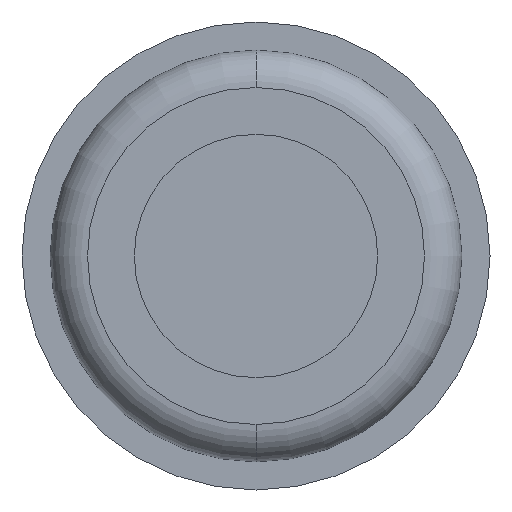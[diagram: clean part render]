
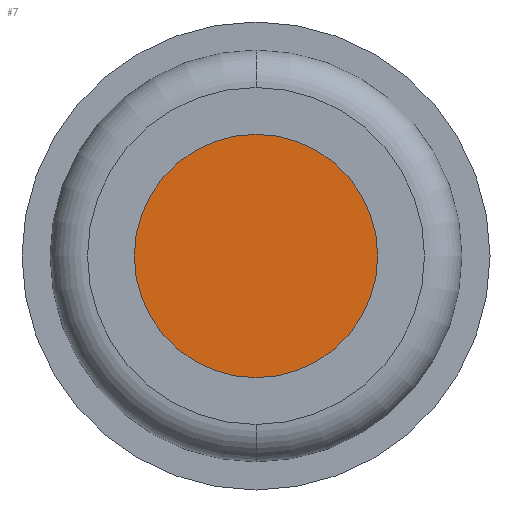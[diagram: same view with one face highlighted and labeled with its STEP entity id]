
A CAD part, front view. The second image highlights one B-rep face of the part: STEP entity #7.
In plain terms, the highlighted planar face has unit normal (0, -1, 0).
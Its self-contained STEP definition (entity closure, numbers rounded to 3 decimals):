
#7 = ADVANCED_FACE ( 'NONE', ( #410 ), #85, .F. ) ;
#45 = EDGE_CURVE ( 'NONE', #81, #82, #178, .T. ) ;
#59 = EDGE_LOOP ( 'NONE', ( #164, #165 ) ) ;
#81 = VERTEX_POINT ( 'NONE', #314 ) ;
#82 = VERTEX_POINT ( 'NONE', #318 ) ;
#85 = PLANE ( 'NONE',  #414 ) ;
#86 = CARTESIAN_POINT ( 'NONE',  ( 6.5, 7.3, 0. ) ) ;
#87 = DIRECTION ( 'NONE',  ( 0., 1., 0. ) ) ;
#88 = DIRECTION ( 'NONE',  ( 0., 0., 1. ) ) ;
#164 = ORIENTED_EDGE ( 'NONE', *, *, #451, .F. ) ;
#165 = ORIENTED_EDGE ( 'NONE', *, *, #45, .F. ) ;
#178 = CIRCLE ( 'NONE', #665, 6.5 ) ;
#308 = CARTESIAN_POINT ( 'NONE',  ( 0., 7.3, 0. ) ) ;
#309 = DIRECTION ( 'NONE',  ( 0., 1., 0. ) ) ;
#310 = DIRECTION ( 'NONE',  ( 0., 0., 1. ) ) ;
#314 = CARTESIAN_POINT ( 'NONE',  ( 0., 7.3, -6.5 ) ) ;
#318 = CARTESIAN_POINT ( 'NONE',  ( 0., 7.3, 6.5 ) ) ;
#393 = AXIS2_PLACEMENT_3D ( 'NONE', #615, #616, #617 ) ;
#410 = FACE_OUTER_BOUND ( 'NONE', #59, .T. ) ;
#414 = AXIS2_PLACEMENT_3D ( 'NONE', #86, #87, #88 ) ;
#451 = EDGE_CURVE ( 'NONE', #82, #81, #680, .T. ) ;
#615 = CARTESIAN_POINT ( 'NONE',  ( 0., 7.3, 0. ) ) ;
#616 = DIRECTION ( 'NONE',  ( 0., 1., 0. ) ) ;
#617 = DIRECTION ( 'NONE',  ( 0., 0., 1. ) ) ;
#665 = AXIS2_PLACEMENT_3D ( 'NONE', #308, #309, #310 ) ;
#680 = CIRCLE ( 'NONE', #393, 6.5 ) ;
